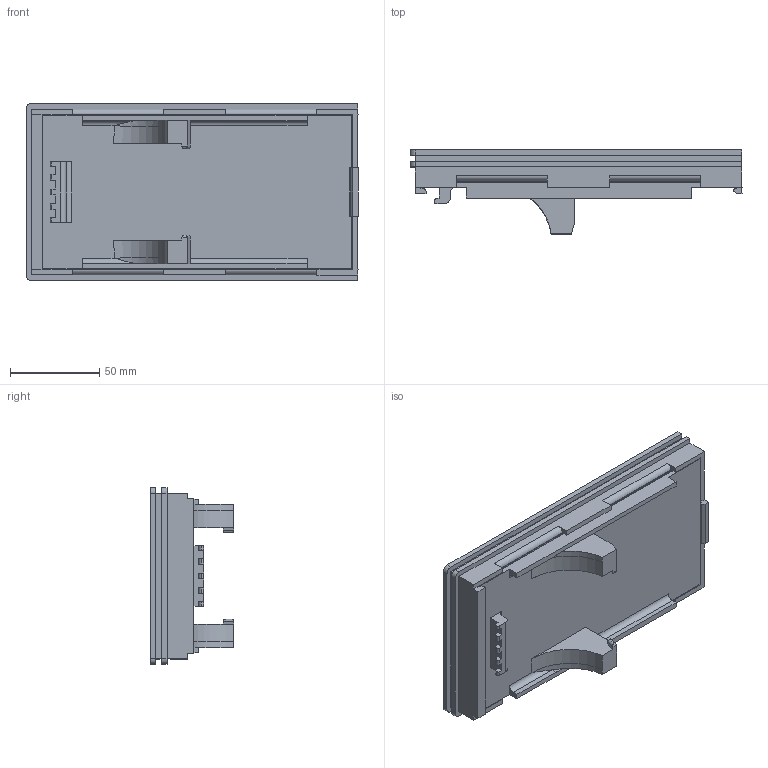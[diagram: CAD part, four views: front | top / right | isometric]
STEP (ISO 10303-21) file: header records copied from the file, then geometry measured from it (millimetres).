
FILE_DESCRIPTION(/* description */ (''),/* implementation_level */ '2;1');
FILE_NAME(/* name */ 'Standardised-Drone-Pig-Housing-With-DJI-Mavic2-Snap-Connection-Plate.step',/* time_stamp */ '2020-01-06T11:13:39+00:00',/* author */ (''),/* organization */ (''),/* preprocessor_version */ 'ST-DEVELOPER v18',/* originating_system */ 'Autodesk Translation Framework v8.6.0.1094',/* authorisation */ '');
FILE_SCHEMA (('AUTOMOTIVE_DESIGN { 1 0 10303 214 3 1 1 }'));
Length unit declared in the file: millimetre
Products named in the file (3): Main Housing; Component1; Component2
Assembly tree (2 placements, depth 2):
  Main Housing
    Component1
    Component2
Bounding box: 186 x 47 x 99 mm (x, y, z)
Volume: 158769.3 mm3; surface area: 101658.5 mm2
Topology: 2 solids, 2 shells, 184 faces, 504 edges, 325 vertices
Faces by surface type: plane 142, cylinder 41, bspline 1
Entity records: 5901 total; most frequent: CARTESIAN_POINT 1088, ORIENTED_EDGE 1008, DIRECTION 945, EDGE_CURVE 504, LINE 429, VECTOR 429, VERTEX_POINT 325, AXIS2_PLACEMENT_3D 258
